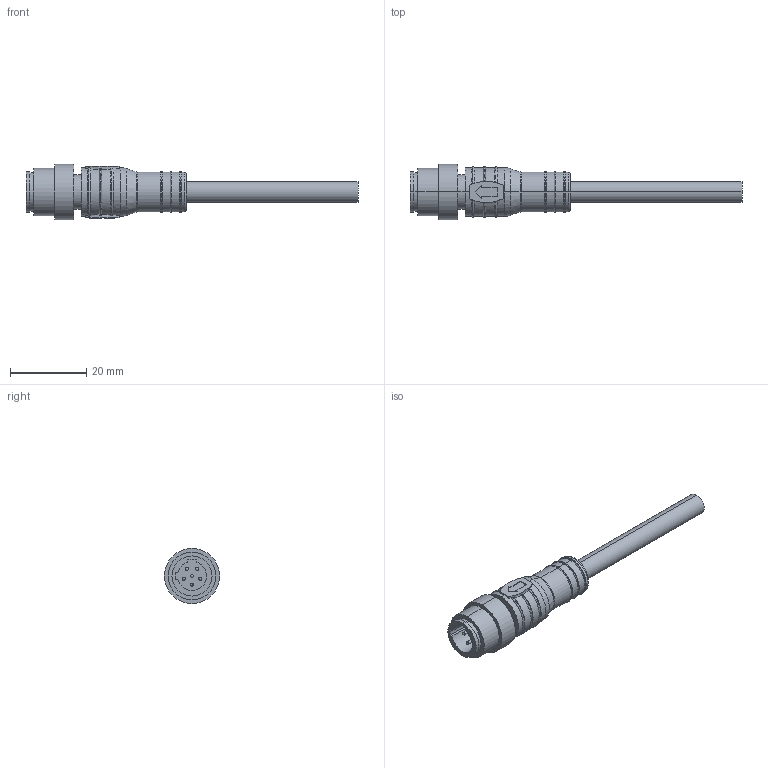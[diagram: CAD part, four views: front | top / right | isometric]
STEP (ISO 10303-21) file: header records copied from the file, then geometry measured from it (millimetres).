
FILE_DESCRIPTION (( 'STEP AP203' ), '1' );
FILE_NAME ('P109.STEP', '2020-03-31T03:36:16', ( 'edpusr' ), ( 'Microsoft' ), 'SwSTEP 2.0', 'SolidWorks 2015', '' );
FILE_SCHEMA (( 'CONFIG_CONTROL_DESIGN' ));
Length unit declared in the file: millimetre
Products named in the file (1): P109
Bounding box: 87 x 14.5 x 14.5 mm (x, y, z)
Volume: 5465.3 mm3; surface area: 3135.1 mm2
Topology: 1 solids, 1 shells, 162 faces, 416 edges, 258 vertices
Faces by surface type: plane 56, bspline 55, cylinder 49, cone 2
Entity records: 6385 total; most frequent: CARTESIAN_POINT 2688, ORIENTED_EDGE 804, DIRECTION 677, EDGE_CURVE 402, VERTEX_POINT 258, AXIS2_PLACEMENT_3D 245, LINE 187, VECTOR 187
